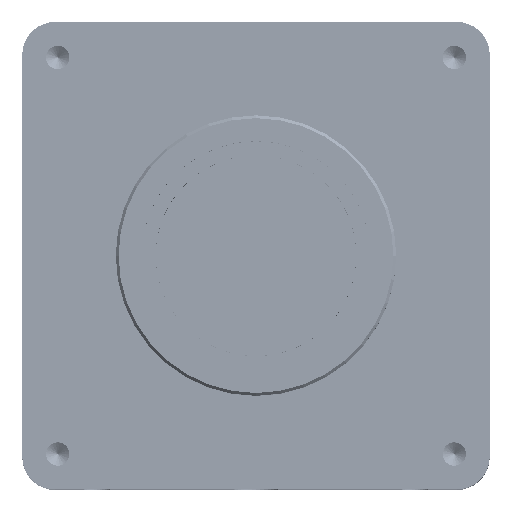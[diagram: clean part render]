
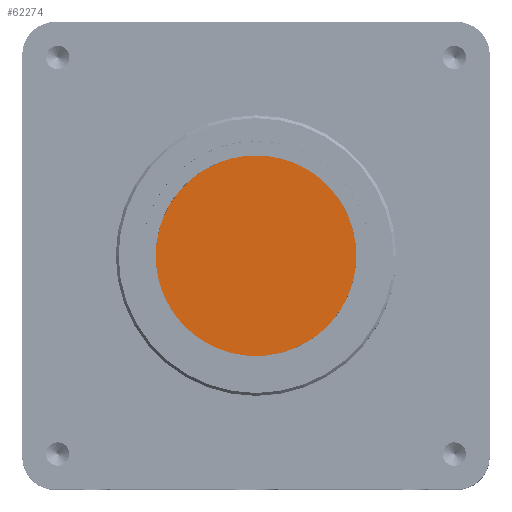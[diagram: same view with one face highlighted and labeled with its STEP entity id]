
A CAD part, top view. The second image highlights one B-rep face of the part: STEP entity #62274.
In plain terms, the highlighted planar face has unit normal (0, 0, 1).
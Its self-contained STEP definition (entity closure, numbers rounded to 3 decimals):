
#30292 = PLANE ( 'NONE',  #85223 ) ;
#42333 = FACE_OUTER_BOUND ( 'NONE', #105991, .T. ) ;
#59537 = EDGE_CURVE ( 'NONE', #103456, #103456, #72702, .T. ) ;
#62274 = ADVANCED_FACE ( 'NONE', ( #42333 ), #30292, .T. ) ;
#72702 = CIRCLE ( 'NONE', #75076, 11.9 ) ;
#75076 = AXIS2_PLACEMENT_3D ( 'NONE', #127136, #108079, #85434 ) ;
#81836 = ORIENTED_EDGE ( 'NONE', *, *, #59537, .T. ) ;
#85223 = AXIS2_PLACEMENT_3D ( 'NONE', #120539, #123511, #112201 ) ;
#85434 = DIRECTION ( 'NONE',  ( 1., 0., 0. ) ) ;
#103456 = VERTEX_POINT ( 'NONE', #136646 ) ;
#105991 = EDGE_LOOP ( 'NONE', ( #81836 ) ) ;
#108079 = DIRECTION ( 'NONE',  ( 0., 0., 1. ) ) ;
#112201 = DIRECTION ( 'NONE',  ( 1., 0., 0. ) ) ;
#120539 = CARTESIAN_POINT ( 'NONE',  ( 0., 0., 0.5 ) ) ;
#123511 = DIRECTION ( 'NONE',  ( 0., 0., 1. ) ) ;
#127136 = CARTESIAN_POINT ( 'NONE',  ( 0., 0., 0.5 ) ) ;
#136646 = CARTESIAN_POINT ( 'NONE',  ( 11.9, 0., 0.5 ) ) ;
